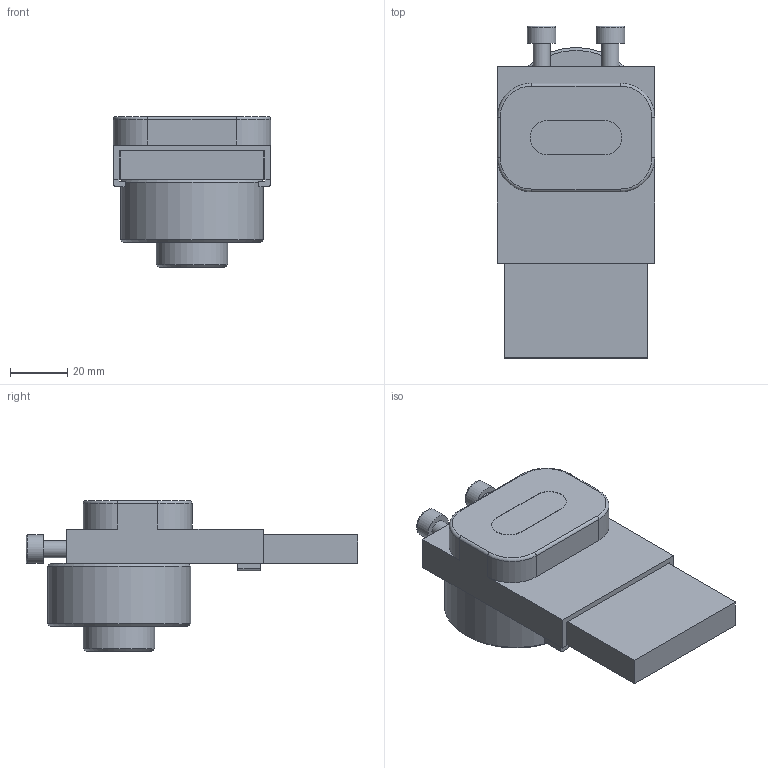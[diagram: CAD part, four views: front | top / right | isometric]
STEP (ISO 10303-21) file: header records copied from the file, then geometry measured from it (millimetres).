
FILE_DESCRIPTION(/* description */ (''),/* implementation_level */ '2;1');
FILE_NAME(/* name */ '25051.stp',/* time_stamp */ '2019-08-14T16:22:21+02:00',/* author */ ('DOMINIQUE'),/* organization */ (''),/* preprocessor_version */ 'ST-DEVELOPER v17.2',/* originating_system */ 'Autodesk Inventor 2019',/* authorisation */ '');
FILE_SCHEMA (('AUTOMOTIVE_DESIGN { 1 0 10303 214 3 1 1 }'));
Length unit declared in the file: millimetre
Products named in the file (9): 25051; 25051-1; 25052-HAUT-2; 25052-HAUT-1; 25052-HAUT-4; rondelle AZ10; local.ISO.100.10.2; local.ISO.13.620.1; local.ISO.6.850.1
Assembly tree (11 placements, depth 2):
  25051
    25051-1
    25052-HAUT-2
    25052-HAUT-1
    25052-HAUT-4
    local.ISO.6.850.1  x2
    local.ISO.13.620.1  x2
    rondelle AZ10  x2
    local.ISO.100.10.2
Bounding box: 55 x 116 x 52.75 mm (x, y, z)
Volume: 109015.1 mm3; surface area: 52209.3 mm2
Topology: 12 solids, 12 shells, 310 faces, 856 edges, 568 vertices
Faces by surface type: plane 208, cylinder 47, cone 44, torus 11
Full cylindrical faces by diameter (mm): 4.917 x2, 6 x2, 8.376 x2, 10 x4, 10.2 x2, 14.63 x2, 15 x1, 16.9 x1, 18 x2, 22.446 x1, 24.736 x1, 25 x1, 35 x1, 40 x1, 42 x1, 50 x1
Entity records: 8007 total; most frequent: CARTESIAN_POINT 1536, DIRECTION 1384, ORIENTED_EDGE 1264, EDGE_CURVE 632, AXIS2_PLACEMENT_3D 548, VERTEX_POINT 415, LINE 288, VECTOR 288
